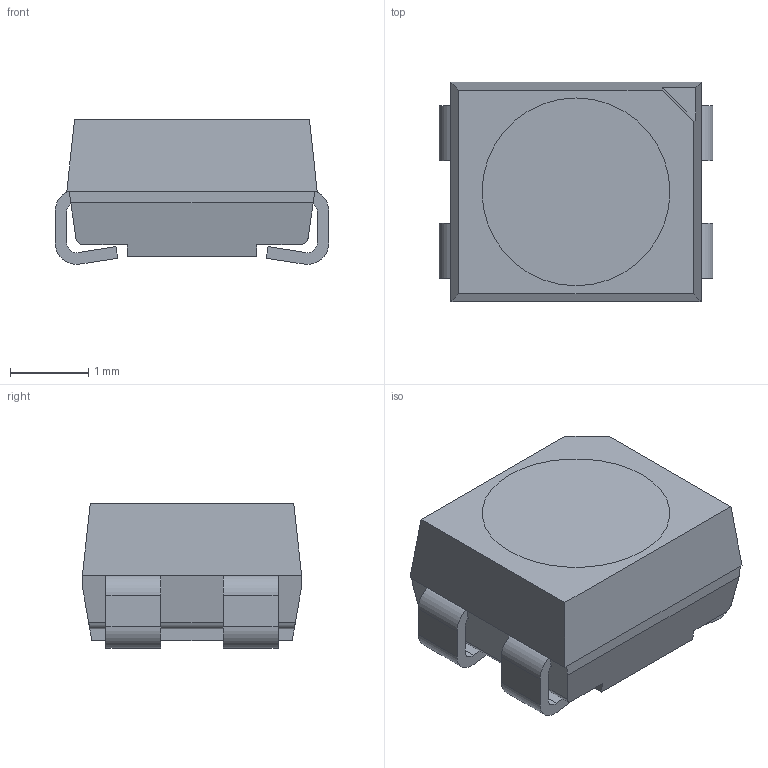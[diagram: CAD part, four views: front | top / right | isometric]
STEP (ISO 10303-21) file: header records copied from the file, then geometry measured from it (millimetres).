
FILE_DESCRIPTION(/* description */ ('Unknown'),/* implementation_level */ '2;1');
FILE_NAME(/* name */ '15414185AA211',/* time_stamp */ '2021-07-05T12:42:59+02:00',/* author */ ('Unknown'),/* organization */ ('Unknown'),/* preprocessor_version */ 'ST-DEVELOPER v16.7',/* originating_system */ 'Solid Edge',/* authorisation */ 'Unknown');
FILE_SCHEMA (('AUTOMOTIVE_DESIGN {1 0 10303 214 3 1 1}'));
Length unit declared in the file: millimetre
Products named in the file (4): 15414185AA211; Body; Pins; Lense
Assembly tree (3 placements, depth 2):
  15414185AA211
    Body
    Pins
    Lense
Bounding box: 3.5 x 2.8 x 1.85 mm (x, y, z)
Volume: 14.5 mm3; surface area: 80.9 mm2
Topology: 4 solids, 4 shells, 145 faces, 377 edges, 250 vertices
Faces by surface type: plane 112, cylinder 27, cone 3, bspline 3
Full cylindrical faces by diameter (mm): 0.075 x1
Entity records: 5349 total; most frequent: CARTESIAN_POINT 958, ORIENTED_EDGE 740, DIRECTION 724, EDGE_CURVE 370, LINE 304, VECTOR 304, VERTEX_POINT 250, AXIS2_PLACEMENT_3D 210
